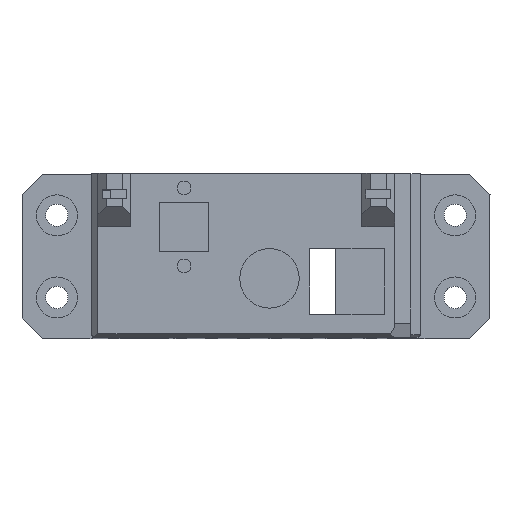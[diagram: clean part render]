
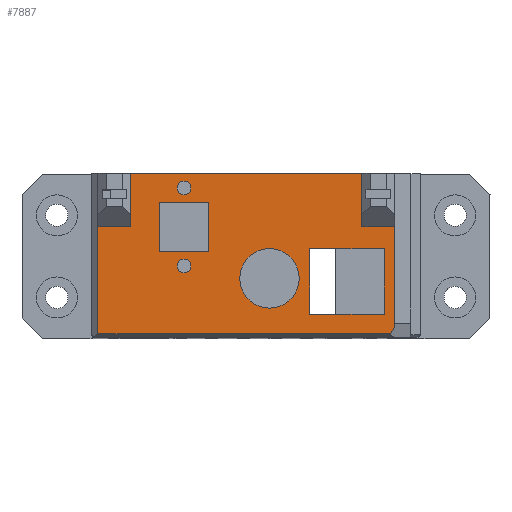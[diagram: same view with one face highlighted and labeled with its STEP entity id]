
A CAD part, top view. The second image highlights one B-rep face of the part: STEP entity #7887.
In plain terms, the highlighted planar face has unit normal (0, 0, 1).
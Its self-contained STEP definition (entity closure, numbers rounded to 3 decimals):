
#114=FACE_BOUND('',#806,.T.);
#115=FACE_BOUND('',#807,.T.);
#116=FACE_BOUND('',#808,.T.);
#117=FACE_BOUND('',#809,.T.);
#118=FACE_BOUND('',#810,.T.);
#182=CIRCLE('',#8338,7.25);
#183=CIRCLE('',#8339,1.65);
#184=CIRCLE('',#8340,1.65);
#336=FACE_OUTER_BOUND('',#805,.T.);
#805=EDGE_LOOP('',(#5971,#5972,#5973,#5974,#5975,#5976,#5977,#5978,#5979));
#806=EDGE_LOOP('',(#5980,#5981,#5982,#5983));
#807=EDGE_LOOP('',(#5984));
#808=EDGE_LOOP('',(#5985,#5986,#5987,#5988));
#809=EDGE_LOOP('',(#5989));
#810=EDGE_LOOP('',(#5990));
#1450=LINE('',#11378,#2513);
#1627=LINE('',#11737,#2690);
#1634=LINE('',#11751,#2697);
#1637=LINE('',#11756,#2700);
#1638=LINE('',#11759,#2701);
#1641=LINE('',#11765,#2704);
#1642=LINE('',#11767,#2705);
#1643=LINE('',#11768,#2706);
#1644=LINE('',#11769,#2707);
#1645=LINE('',#11772,#2708);
#1646=LINE('',#11774,#2709);
#1647=LINE('',#11776,#2710);
#1648=LINE('',#11777,#2711);
#1649=LINE('',#11782,#2712);
#1650=LINE('',#11784,#2713);
#1651=LINE('',#11786,#2714);
#1652=LINE('',#11787,#2715);
#2513=VECTOR('',#9196,1000.);
#2690=VECTOR('',#9455,10.);
#2697=VECTOR('',#9468,10.);
#2700=VECTOR('',#9475,10.);
#2701=VECTOR('',#9478,1000.);
#2704=VECTOR('',#9483,10.);
#2705=VECTOR('',#9484,10.);
#2706=VECTOR('',#9485,10.);
#2707=VECTOR('',#9486,10.);
#2708=VECTOR('',#9487,1000.);
#2709=VECTOR('',#9488,1000.);
#2710=VECTOR('',#9489,1000.);
#2711=VECTOR('',#9490,1000.);
#2712=VECTOR('',#9493,10.);
#2713=VECTOR('',#9494,10.);
#2714=VECTOR('',#9495,10.);
#2715=VECTOR('',#9496,10.);
#3519=VERTEX_POINT('',#11375);
#3520=VERTEX_POINT('',#11377);
#3660=VERTEX_POINT('',#11734);
#3661=VERTEX_POINT('',#11736);
#3664=VERTEX_POINT('',#11748);
#3665=VERTEX_POINT('',#11750);
#3666=VERTEX_POINT('',#11758);
#3668=VERTEX_POINT('',#11764);
#3669=VERTEX_POINT('',#11766);
#3670=VERTEX_POINT('',#11770);
#3671=VERTEX_POINT('',#11771);
#3672=VERTEX_POINT('',#11773);
#3673=VERTEX_POINT('',#11775);
#3674=VERTEX_POINT('',#11778);
#3675=VERTEX_POINT('',#11780);
#3676=VERTEX_POINT('',#11781);
#3677=VERTEX_POINT('',#11783);
#3678=VERTEX_POINT('',#11785);
#3679=VERTEX_POINT('',#11788);
#3680=VERTEX_POINT('',#11790);
#4339=EDGE_CURVE('',#3520,#3519,#1450,.T.);
#4529=EDGE_CURVE('',#3660,#3661,#1627,.T.);
#4536=EDGE_CURVE('',#3664,#3665,#1634,.T.);
#4539=EDGE_CURVE('',#3664,#3520,#1637,.T.);
#4540=EDGE_CURVE('',#3666,#3665,#1638,.T.);
#4543=EDGE_CURVE('',#3660,#3668,#1641,.T.);
#4544=EDGE_CURVE('',#3669,#3668,#1642,.T.);
#4545=EDGE_CURVE('',#3666,#3669,#1643,.T.);
#4546=EDGE_CURVE('',#3519,#3661,#1644,.T.);
#4547=EDGE_CURVE('',#3670,#3671,#1645,.T.);
#4548=EDGE_CURVE('',#3671,#3672,#1646,.T.);
#4549=EDGE_CURVE('',#3672,#3673,#1647,.T.);
#4550=EDGE_CURVE('',#3673,#3670,#1648,.T.);
#4551=EDGE_CURVE('',#3674,#3674,#182,.T.);
#4552=EDGE_CURVE('',#3675,#3676,#1649,.T.);
#4553=EDGE_CURVE('',#3676,#3677,#1650,.T.);
#4554=EDGE_CURVE('',#3677,#3678,#1651,.T.);
#4555=EDGE_CURVE('',#3678,#3675,#1652,.T.);
#4556=EDGE_CURVE('',#3679,#3679,#183,.T.);
#4557=EDGE_CURVE('',#3680,#3680,#184,.T.);
#5971=ORIENTED_EDGE('',*,*,#4529,.F.);
#5972=ORIENTED_EDGE('',*,*,#4543,.T.);
#5973=ORIENTED_EDGE('',*,*,#4544,.F.);
#5974=ORIENTED_EDGE('',*,*,#4545,.F.);
#5975=ORIENTED_EDGE('',*,*,#4540,.T.);
#5976=ORIENTED_EDGE('',*,*,#4536,.F.);
#5977=ORIENTED_EDGE('',*,*,#4539,.T.);
#5978=ORIENTED_EDGE('',*,*,#4339,.T.);
#5979=ORIENTED_EDGE('',*,*,#4546,.T.);
#5980=ORIENTED_EDGE('',*,*,#4547,.T.);
#5981=ORIENTED_EDGE('',*,*,#4548,.T.);
#5982=ORIENTED_EDGE('',*,*,#4549,.T.);
#5983=ORIENTED_EDGE('',*,*,#4550,.T.);
#5984=ORIENTED_EDGE('',*,*,#4551,.T.);
#5985=ORIENTED_EDGE('',*,*,#4552,.T.);
#5986=ORIENTED_EDGE('',*,*,#4553,.T.);
#5987=ORIENTED_EDGE('',*,*,#4554,.T.);
#5988=ORIENTED_EDGE('',*,*,#4555,.T.);
#5989=ORIENTED_EDGE('',*,*,#4556,.T.);
#5990=ORIENTED_EDGE('',*,*,#4557,.T.);
#7505=PLANE('',#8337);
#7887=ADVANCED_FACE('',(#336,#114,#115,#116,#117,#118),#7505,.T.);
#8337=AXIS2_PLACEMENT_3D('',#11763,#9481,#9482);
#8338=AXIS2_PLACEMENT_3D('',#11779,#9491,#9492);
#8339=AXIS2_PLACEMENT_3D('',#11789,#9497,#9498);
#8340=AXIS2_PLACEMENT_3D('',#11791,#9499,#9500);
#9196=DIRECTION('',(-1.,0.,0.));
#9455=DIRECTION('',(1.,0.,0.));
#9468=DIRECTION('',(1.,0.,0.));
#9475=DIRECTION('',(0.,1.,0.));
#9478=DIRECTION('',(0.,1.,0.));
#9481=DIRECTION('center_axis',(0.,0.,
1.));
#9482=DIRECTION('ref_axis',(0.,1.,0.));
#9483=DIRECTION('',(0.,-1.,0.));
#9484=DIRECTION('',(-1.,0.,0.));
#9485=DIRECTION('',(-0.458,-0.889,0.));
#9486=DIRECTION('',(0.,-1.,0.));
#9487=DIRECTION('',(1.,0.,0.));
#9488=DIRECTION('',(0.,-1.,0.));
#9489=DIRECTION('',(-1.,0.,0.));
#9490=DIRECTION('',(0.,1.,0.));
#9491=DIRECTION('center_axis',(0.,0.,
-1.));
#9492=DIRECTION('ref_axis',(0.,-1.,0.));
#9493=DIRECTION('',(0.,1.,0.));
#9494=DIRECTION('',(1.,0.,0.));
#9495=DIRECTION('',(0.,-1.,0.));
#9496=DIRECTION('',(-1.,0.,0.));
#9497=DIRECTION('center_axis',(0.,0.,
-1.));
#9498=DIRECTION('ref_axis',(1.,0.,0.));
#9499=DIRECTION('center_axis',(0.,0.,
-1.));
#9500=DIRECTION('ref_axis',(1.,0.,0.));
#11375=CARTESIAN_POINT('',(11.176,16.729,78.502));
#11377=CARTESIAN_POINT('',(67.465,16.729,78.502));
#11378=CARTESIAN_POINT('',(1.676,16.729,78.502));
#11734=CARTESIAN_POINT('',(3.176,3.729,78.502));
#11736=CARTESIAN_POINT('',(11.176,3.729,78.502));
#11737=CARTESIAN_POINT('',(4.426,3.729,78.502));
#11748=CARTESIAN_POINT('',(67.465,3.729,78.502));
#11750=CARTESIAN_POINT('',(75.465,3.729,78.502));
#11751=CARTESIAN_POINT('',(36.571,3.729,78.502));
#11756=CARTESIAN_POINT('',(67.465,-3.271,78.502));
#11758=CARTESIAN_POINT('',(75.465,-20.504,78.502));
#11759=CARTESIAN_POINT('',(75.465,-23.271,78.502));
#11763=CARTESIAN_POINT('Origin',(1.676,-23.271,78.502));
#11764=CARTESIAN_POINT('',(3.176,-22.356,78.502));
#11765=CARTESIAN_POINT('',(3.176,-23.271,78.502));
#11766=CARTESIAN_POINT('',(74.512,-22.356,78.502));
#11767=CARTESIAN_POINT('',(7.063,-22.356,78.502));
#11768=CARTESIAN_POINT('',(69.316,-32.451,78.502));
#11769=CARTESIAN_POINT('',(11.176,-3.271,78.502));
#11770=CARTESIAN_POINT('',(54.731,-1.571,78.502));
#11771=CARTESIAN_POINT('',(72.931,-1.571,78.502));
#11772=CARTESIAN_POINT('',(1.676,-1.571,78.502));
#11773=CARTESIAN_POINT('',(72.931,-17.571,78.502));
#11774=CARTESIAN_POINT('',(72.931,-23.271,78.502));
#11775=CARTESIAN_POINT('',(54.731,-17.571,78.502));
#11776=CARTESIAN_POINT('',(1.676,-17.571,78.502));
#11777=CARTESIAN_POINT('',(54.731,-23.271,78.502));
#11778=CARTESIAN_POINT('',(44.963,-1.571,78.502));
#11779=CARTESIAN_POINT('Origin',(44.963,-8.821,78.502));
#11780=CARTESIAN_POINT('',(18.176,-2.271,78.502));
#11781=CARTESIAN_POINT('',(18.176,9.729,78.502));
#11782=CARTESIAN_POINT('',(18.176,-12.771,78.502));
#11783=CARTESIAN_POINT('',(30.176,9.729,78.502));
#11784=CARTESIAN_POINT('',(9.926,9.729,78.502));
#11785=CARTESIAN_POINT('',(30.176,-2.271,78.502));
#11786=CARTESIAN_POINT('',(30.176,-6.771,78.502));
#11787=CARTESIAN_POINT('',(15.926,-2.271,78.502));
#11788=CARTESIAN_POINT('',(22.526,13.229,78.502));
#11789=CARTESIAN_POINT('Origin',(24.176,13.229,78.502));
#11790=CARTESIAN_POINT('',(22.526,-5.771,78.502));
#11791=CARTESIAN_POINT('Origin',(24.176,-5.771,78.502));
